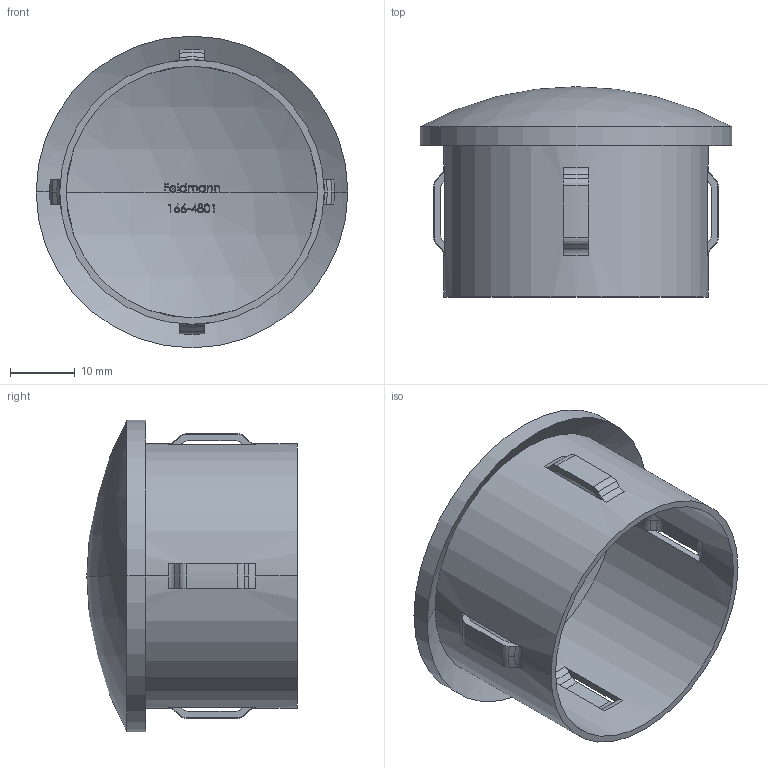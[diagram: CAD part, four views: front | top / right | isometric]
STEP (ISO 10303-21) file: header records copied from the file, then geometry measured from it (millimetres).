
FILE_DESCRIPTION (( 'STEP AP203' ), '1' );
FILE_NAME ('166-4801.step', '2019-09-13T12:01:33', ( '' ), ( '' ), 'SwSTEP 2.0', 'SolidWorks 2015', '' );
FILE_SCHEMA (( 'CONFIG_CONTROL_DESIGN' ));
Length unit declared in the file: millimetre
Products named in the file (1): 166-4801
Bounding box: 48.3 x 32.6 x 48.3 mm (x, y, z)
Volume: 8150 mm3; surface area: 11021.7 mm2
Topology: 1 solids, 1 shells, 314 faces, 862 edges, 556 vertices
Faces by surface type: plane 106, bspline 92, sphere 40, torus 40, cone 20, cylinder 16
Entity records: 14250 total; most frequent: CARTESIAN_POINT 6779, ORIENTED_EDGE 1724, DIRECTION 1309, EDGE_CURVE 862, VERTEX_POINT 556, AXIS2_PLACEMENT_3D 532, EDGE_LOOP 336, ADVANCED_FACE 314
